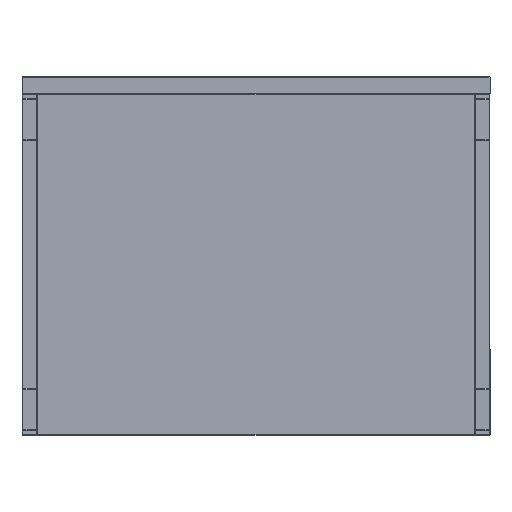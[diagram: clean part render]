
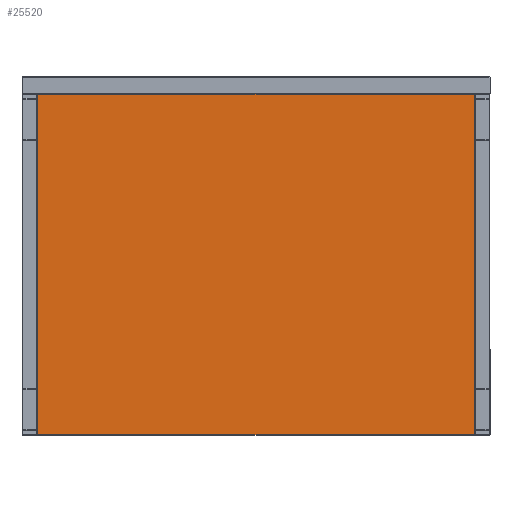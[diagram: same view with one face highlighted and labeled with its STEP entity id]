
A CAD part, front view. The second image highlights one B-rep face of the part: STEP entity #25520.
In plain terms, the highlighted planar face has unit normal (0, -1, 0).
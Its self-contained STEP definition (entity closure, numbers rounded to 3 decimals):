
#588 = CARTESIAN_POINT ( 'NONE',  ( -231.5, 0., 180.5 ) ) ;
#904 = CARTESIAN_POINT ( 'NONE',  ( -231.5, 0., -181. ) ) ;
#1455 = EDGE_LOOP ( 'NONE', ( #108723, #85139, #21465, #66573 ) ) ;
#17514 = LINE ( 'NONE', #68672, #90797 ) ;
#19503 = VECTOR ( 'NONE', #66098, 1000. ) ;
#20162 = FACE_OUTER_BOUND ( 'NONE', #1455, .T. ) ;
#21465 = ORIENTED_EDGE ( 'NONE', *, *, #52756, .T. ) ;
#25271 = VERTEX_POINT ( 'NONE', #34626 ) ;
#25520 = ADVANCED_FACE ( 'NONE', ( #20162 ), #54060, .T. ) ;
#27958 = CARTESIAN_POINT ( 'NONE',  ( 0., 0., 0. ) ) ;
#34626 = CARTESIAN_POINT ( 'NONE',  ( -231.5, 0., -180.5 ) ) ;
#35899 = DIRECTION ( 'NONE',  ( 0., 0., -1. ) ) ;
#40108 = LINE ( 'NONE', #92363, #43417 ) ;
#42319 = VERTEX_POINT ( 'NONE', #588 ) ;
#42767 = EDGE_CURVE ( 'NONE', #25271, #51236, #48867, .T. ) ;
#43417 = VECTOR ( 'NONE', #99607, 1000. ) ;
#48867 = LINE ( 'NONE', #84434, #19503 ) ;
#51236 = VERTEX_POINT ( 'NONE', #104129 ) ;
#52756 = EDGE_CURVE ( 'NONE', #61862, #42319, #40108, .T. ) ;
#53518 = DIRECTION ( 'NONE',  ( 0., 0., -1. ) ) ;
#54060 = PLANE ( 'NONE',  #71626 ) ;
#54618 = DIRECTION ( 'NONE',  ( 0., -1., 0. ) ) ;
#61862 = VERTEX_POINT ( 'NONE', #79377 ) ;
#66098 = DIRECTION ( 'NONE',  ( 1., 0., 0. ) ) ;
#66573 = ORIENTED_EDGE ( 'NONE', *, *, #105696, .T. ) ;
#68672 = CARTESIAN_POINT ( 'NONE',  ( 231.5, 0., 181. ) ) ;
#71626 = AXIS2_PLACEMENT_3D ( 'NONE', #27958, #54618, #53518 ) ;
#79377 = CARTESIAN_POINT ( 'NONE',  ( 231.5, 0., 180.5 ) ) ;
#79649 = VECTOR ( 'NONE', #35899, 1000. ) ;
#84434 = CARTESIAN_POINT ( 'NONE',  ( 232., 0., -180.5 ) ) ;
#85139 = ORIENTED_EDGE ( 'NONE', *, *, #90247, .T. ) ;
#85969 = LINE ( 'NONE', #904, #79649 ) ;
#90247 = EDGE_CURVE ( 'NONE', #51236, #61862, #17514, .T. ) ;
#90797 = VECTOR ( 'NONE', #94778, 1000. ) ;
#92363 = CARTESIAN_POINT ( 'NONE',  ( -232., 0., 180.5 ) ) ;
#94778 = DIRECTION ( 'NONE',  ( 0., 0., 1. ) ) ;
#99607 = DIRECTION ( 'NONE',  ( -1., 0., 0. ) ) ;
#104129 = CARTESIAN_POINT ( 'NONE',  ( 231.5, 0., -180.5 ) ) ;
#105696 = EDGE_CURVE ( 'NONE', #42319, #25271, #85969, .T. ) ;
#108723 = ORIENTED_EDGE ( 'NONE', *, *, #42767, .T. ) ;
